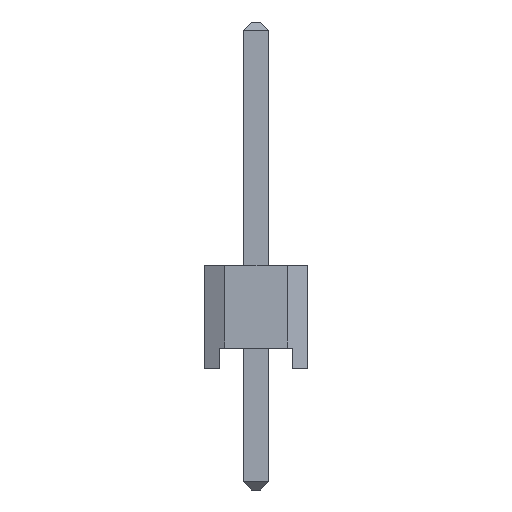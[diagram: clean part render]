
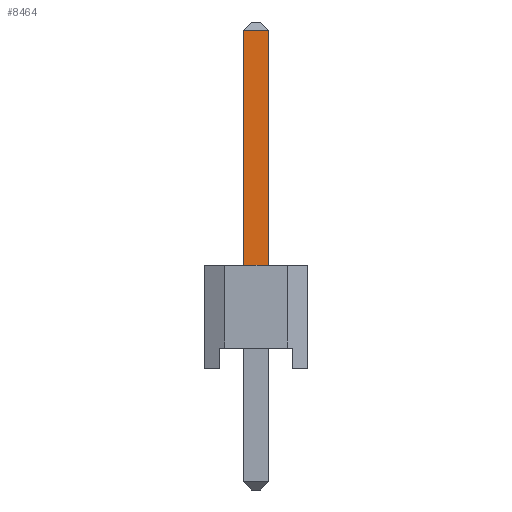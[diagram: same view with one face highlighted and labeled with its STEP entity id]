
A CAD part, left-side view. The second image highlights one B-rep face of the part: STEP entity #8464.
In plain terms, the highlighted planar face has unit normal (-1, 0, 0).
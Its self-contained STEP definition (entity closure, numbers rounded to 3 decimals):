
#1268=ORIENTED_EDGE('',*,*,#2157,.F.);
#1269=ORIENTED_EDGE('',*,*,#2366,.T.);
#1270=ORIENTED_EDGE('',*,*,#2365,.T.);
#1271=ORIENTED_EDGE('',*,*,#2367,.F.);
#2157=EDGE_CURVE('',#2881,#2878,#3535,.T.);
#2365=EDGE_CURVE('',#2995,#2996,#3743,.T.);
#2366=EDGE_CURVE('',#2881,#2995,#3744,.T.);
#2367=EDGE_CURVE('',#2878,#2996,#3745,.T.);
#2878=VERTEX_POINT('',#11334);
#2881=VERTEX_POINT('',#11339);
#2995=VERTEX_POINT('',#11757);
#2996=VERTEX_POINT('',#11761);
#3535=LINE('',#11340,#4381);
#3743=LINE('',#11768,#4589);
#3744=LINE('',#11770,#4590);
#3745=LINE('',#11771,#4591);
#4381=VECTOR('',#9615,1000.);
#4589=VECTOR('',#10031,1000.);
#4590=VECTOR('',#10034,1000.);
#4591=VECTOR('',#10035,1000.);
#5038=EDGE_LOOP('',(#1268,#1269,#1270,#1271));
#5402=FACE_BOUND('',#5038,.T.);
#5742=PLANE('',#8811);
#8464=ADVANCED_FACE('',(#5402),#5742,.F.);
#8811=AXIS2_PLACEMENT_3D('',#11769,#10032,#10033);
#9615=DIRECTION('',(0.,0.,-1.));
#10031=DIRECTION('',(0.,0.,-1.));
#10032=DIRECTION('',(1.,0.,0.));
#10033=DIRECTION('',(0.,1.,0.));
#10034=DIRECTION('',(0.,1.,0.));
#10035=DIRECTION('',(0.,1.,0.));
#11334=CARTESIAN_POINT('',(-14.29,1.27,-0.32));
#11339=CARTESIAN_POINT('',(-14.29,1.27,0.32));
#11340=CARTESIAN_POINT('',(-14.29,1.27,0.32));
#11757=CARTESIAN_POINT('',(-14.29,7.07,0.32));
#11761=CARTESIAN_POINT('',(-14.29,7.07,-0.32));
#11768=CARTESIAN_POINT('',(-14.29,7.07,-0.32));
#11769=CARTESIAN_POINT('',(-14.29,-4.27,-0.32));
#11770=CARTESIAN_POINT('',(-14.29,-4.27,0.32));
#11771=CARTESIAN_POINT('',(-14.29,-4.27,-0.32));
